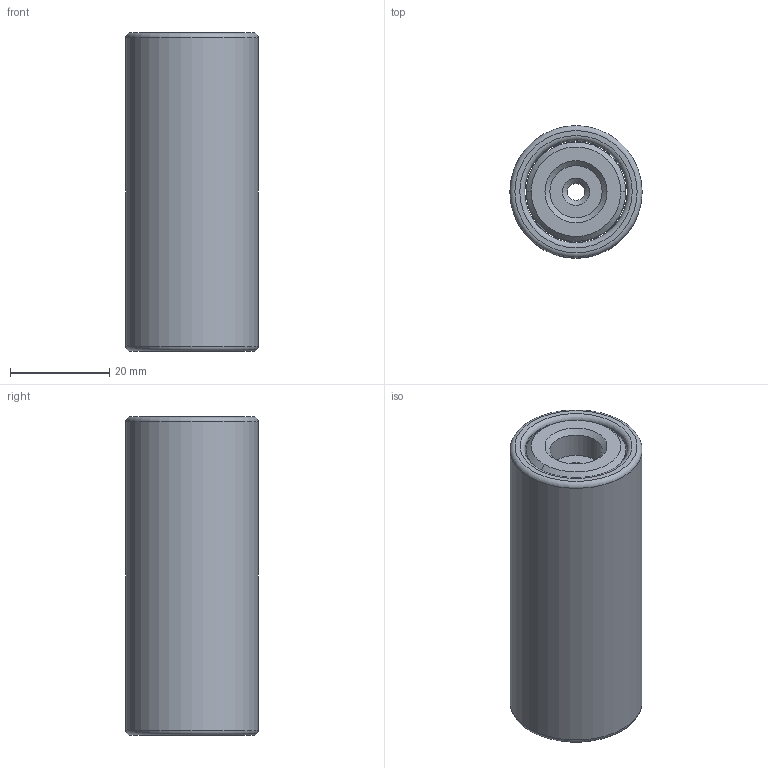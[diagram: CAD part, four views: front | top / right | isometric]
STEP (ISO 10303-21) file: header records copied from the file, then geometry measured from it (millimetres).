
FILE_DESCRIPTION(/* description */ (''),/* implementation_level */ '2;1');
FILE_NAME(/* name */ 'Spacer v3.step',/* time_stamp */ '2020-03-23T00:28:30+01:00',/* author */ (''),/* organization */ (''),/* preprocessor_version */ 'ST-DEVELOPER v18',/* originating_system */ 'Autodesk Translation Framework v8.12.0.6',/* authorisation */ '');
FILE_SCHEMA (('AUTOMOTIVE_DESIGN { 1 0 10303 214 3 1 1 }'));
Length unit declared in the file: millimetre
Products named in the file (1): Spacer
Bounding box: 26.6 x 26.6 x 64 mm (x, y, z)
Volume: 32569.6 mm3; surface area: 15315.8 mm2
Topology: 2 solids, 2 shells, 23 faces, 55 edges, 38 vertices
Faces by surface type: plane 6, cylinder 6, torus 5, cone 4, bspline 2
Full cylindrical faces by diameter (mm): 3.5 x1, 10.5 x2, 20 x1, 20.6 x1, 26.6 x1
Entity records: 1364 total; most frequent: CARTESIAN_POINT 736, DIRECTION 132, ORIENTED_EDGE 110, AXIS2_PLACEMENT_3D 60, EDGE_CURVE 55, CIRCLE 38, VERTEX_POINT 38, EDGE_LOOP 29
